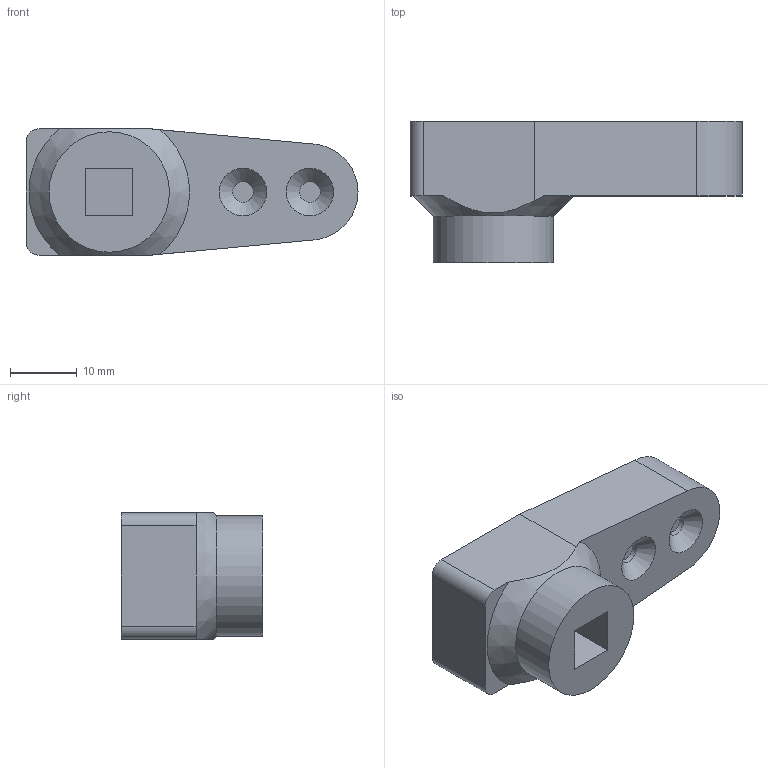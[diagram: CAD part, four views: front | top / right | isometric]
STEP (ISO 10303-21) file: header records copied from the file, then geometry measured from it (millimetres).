
FILE_DESCRIPTION(/* description */ (''),/* implementation_level */ '2;1');
FILE_NAME(/* name */ 'ServoHornAdapter.step',/* time_stamp */ '2025-11-30T11:43:30+01:00',/* author */ (''),/* organization */ (''),/* preprocessor_version */ 'ST-DEVELOPER v20.1',/* originating_system */ 'Autodesk Translation Framework v14.17.0.0',/* authorisation */ '');
FILE_SCHEMA (('AUTOMOTIVE_DESIGN { 1 0 10303 214 3 1 1 }'));
Length unit declared in the file: millimetre
Products named in the file (1): FenstergriffAdapter
Bounding box: 49.65 x 21.2 x 18.9 mm (x, y, z)
Volume: 7021.8 mm3; surface area: 4849.4 mm2
Topology: 1 solids, 1 shells, 32 faces, 75 edges, 49 vertices
Faces by surface type: plane 22, cylinder 7, cone 3
Full cylindrical faces by diameter (mm): 3.1 x2, 18 x1
Entity records: 943 total; most frequent: CARTESIAN_POINT 165, DIRECTION 156, ORIENTED_EDGE 150, EDGE_CURVE 75, LINE 52, VECTOR 52, AXIS2_PLACEMENT_3D 52, VERTEX_POINT 49
